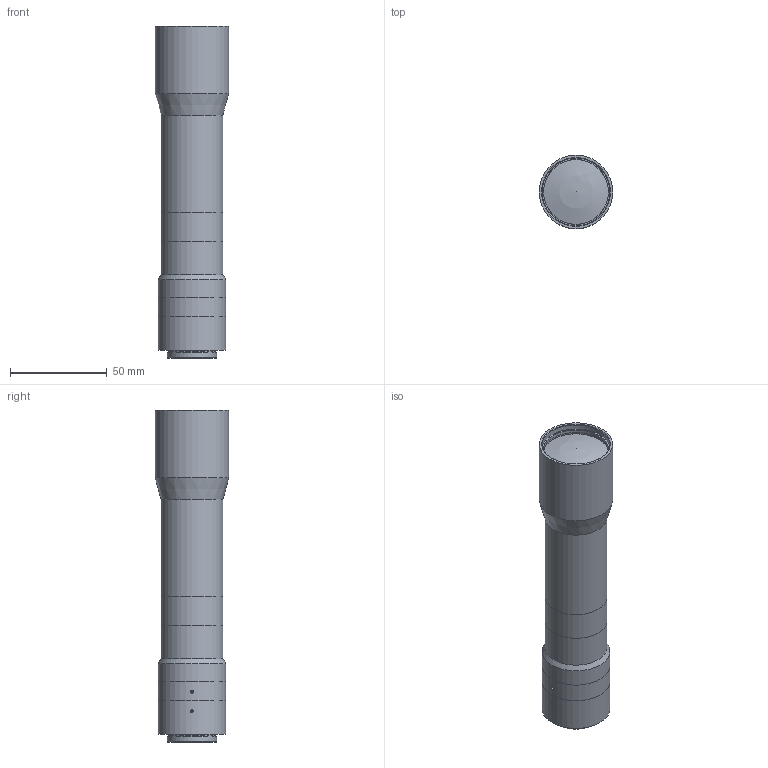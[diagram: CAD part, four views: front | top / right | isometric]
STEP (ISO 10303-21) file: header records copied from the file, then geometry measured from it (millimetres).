
FILE_DESCRIPTION(/* description */ (''),/* implementation_level */ '2;1');
FILE_NAME(/* name */ 'TOB22_11.0-60-F10-WN.stp',/* time_stamp */ '2020-06-15T15:46:52+02:00',/* author */ (''),/* organization */ ('Vision & Control GmbH'),/* preprocessor_version */ 'ST-DEVELOPER v16.5',/* originating_system */ 'Autodesk Inventor 2017',/* authorisation */ '');
FILE_SCHEMA (('AUTOMOTIVE_DESIGN { 1 0 10303 214 3 1 1 }'));
Length unit declared in the file: millimetre
Products named in the file (1): TOB22_11.0-60-F10-WN
Bounding box: 38 x 38 x 171.45 mm (x, y, z)
Volume: 164424.9 mm3; surface area: 52576 mm2
Topology: 13 solids, 13 shells, 216 faces, 471 edges, 307 vertices
Faces by surface type: plane 94, cylinder 72, cone 28, torus 14, sphere 8
Full cylindrical faces by diameter (mm): 1.567 x3, 2 x2, 10.2 x1, 12 x1, 12.46 x1, 13.06 x1, 17.5 x2, 17.694 x1, 18.5 x3, 18.96 x1, 19.5 x1, 19.56 x1, 19.96 x1, 20.334 x1, 20.8 x1, 22 x1, 23 x1, 24.2 x1, 24.96 x1, 25 x1, 25.4 x1, 25.586 x2, 26 x1, 26.2 x1, 26.46 x2, 27 x2, 27.06 x1, 27.26 x1, 28 x2, 28.2 x1
Entity records: 5584 total; most frequent: CARTESIAN_POINT 1112, DIRECTION 932, ORIENTED_EDGE 654, AXIS2_PLACEMENT_3D 414, EDGE_LOOP 365, EDGE_CURVE 327, VERTEX_POINT 268, FACE_OUTER_BOUND 216
